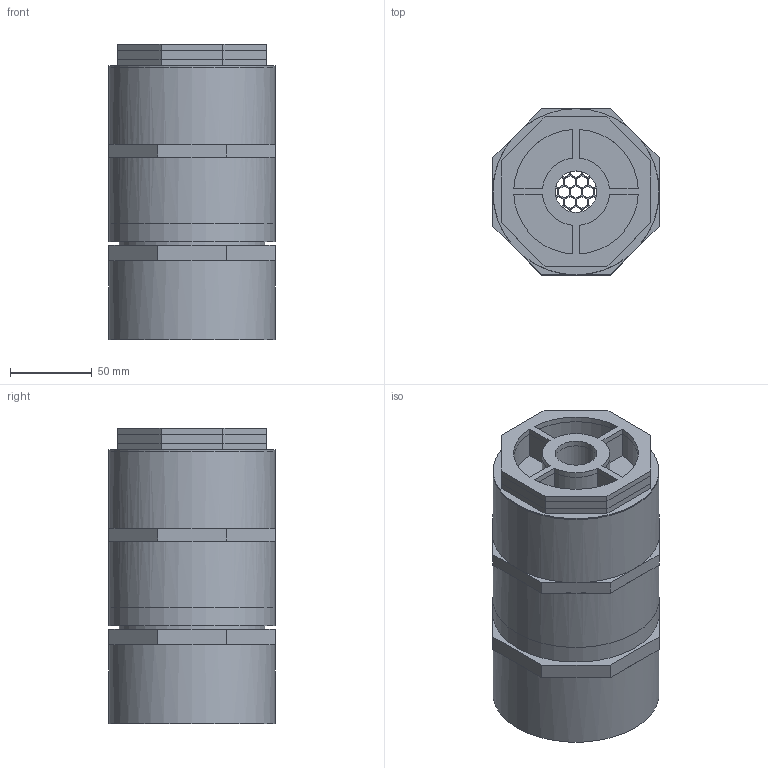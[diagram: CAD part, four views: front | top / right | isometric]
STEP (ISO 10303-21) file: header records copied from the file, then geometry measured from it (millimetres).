
FILE_DESCRIPTION(/* description */ (''),/* implementation_level */ '2;1');
FILE_NAME(/* name */ 'Sieve Bed Parts.step',/* time_stamp */ '2024-06-01T19:40:48-04:00',/* author */ (''),/* organization */ (''),/* preprocessor_version */ 'ST-DEVELOPER v20',/* originating_system */ 'Autodesk Translation Framework v13.14.0.145',/* authorisation */ '');
FILE_SCHEMA (('AUTOMOTIVE_DESIGN { 1 0 10303 214 3 1 1 }'));
Length unit declared in the file: millimetre
Products named in the file (10): PVC Parts; Component1; Component2; Component3; Component4; Component5; Component6; Component7; Component8; Component9
Assembly tree (9 placements, depth 2):
  PVC Parts
    Component1
    Component2
    Component3
    Component4
    Component5
    Component6
    Component7
    Component8
    Component9
Bounding box: 101.6 x 101.6 x 180.54 mm (x, y, z)
Volume: 1039959 mm3; surface area: 399316.2 mm2
Topology: 9 solids, 9 shells, 1288 faces, 3804 edges, 2527 vertices
Faces by surface type: plane 1205, cylinder 80, torus 2, bspline 1
Full cylindrical faces by diameter (mm): 25.4 x2, 33.02 x3, 60 x1, 64 x1, 71 x1, 73.66 x1, 75 x1, 76.2 x2, 76.581 x1, 81.9 x1, 82.55 x1, 88 x1, 88.9 x6, 89.281 x2, 101.6 x4
Entity records: 44085 total; most frequent: CARTESIAN_POINT 8296, ORIENTED_EDGE 7608, DIRECTION 6664, EDGE_CURVE 3804, LINE 3554, VECTOR 3554, VERTEX_POINT 2527, EDGE_LOOP 1705
